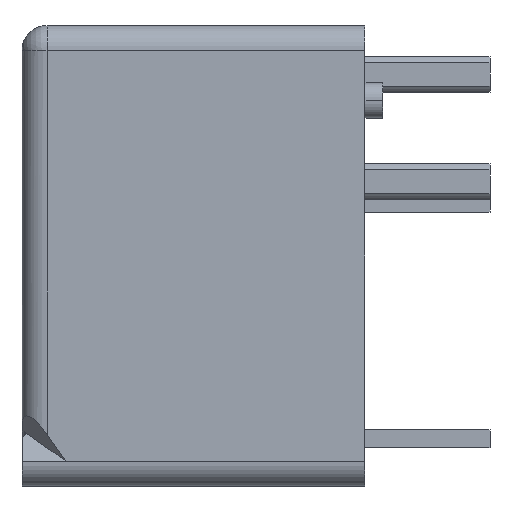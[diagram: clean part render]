
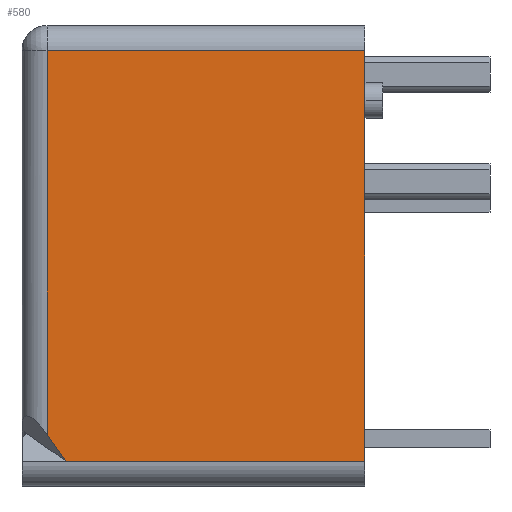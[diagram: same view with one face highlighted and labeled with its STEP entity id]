
A CAD part, left-side view. The second image highlights one B-rep face of the part: STEP entity #580.
In plain terms, the highlighted planar face has unit normal (-1, 0, 0).
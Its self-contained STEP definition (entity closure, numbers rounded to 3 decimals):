
#77 = LINE ( 'NONE', #4397, #848 ) ;
#318 = DIRECTION ( 'NONE',  ( 0., -0.577, -0.816 ) ) ;
#378 = FACE_OUTER_BOUND ( 'NONE', #2898, .T. ) ;
#497 = ORIENTED_EDGE ( 'NONE', *, *, #5791, .T. ) ;
#580 = ADVANCED_FACE ( 'NONE', ( #378 ), #6092, .T. ) ;
#751 = VERTEX_POINT ( 'NONE', #2991 ) ;
#848 = VECTOR ( 'NONE', #4325, 1000. ) ;
#877 = DIRECTION ( 'NONE',  ( 0., 1., 0. ) ) ;
#903 = LINE ( 'NONE', #1979, #2652 ) ;
#914 = CARTESIAN_POINT ( 'NONE',  ( -6., 8.762, -5.75 ) ) ;
#1168 = VECTOR ( 'NONE', #1615, 1000. ) ;
#1263 = CARTESIAN_POINT ( 'NONE',  ( -6., 9.144, -5.351 ) ) ;
#1360 = CARTESIAN_POINT ( 'NONE',  ( -6., 9.4, -4.989 ) ) ;
#1392 = VERTEX_POINT ( 'NONE', #2819 ) ;
#1393 = EDGE_CURVE ( 'NONE', #4008, #3300, #6141, .T. ) ;
#1615 = DIRECTION ( 'NONE',  ( 0., -1., 0. ) ) ;
#1674 = LINE ( 'NONE', #1263, #2439 ) ;
#1904 = ORIENTED_EDGE ( 'NONE', *, *, #5004, .F. ) ;
#1979 = CARTESIAN_POINT ( 'NONE',  ( -6., 9.4, -4.989 ) ) ;
#2439 = VECTOR ( 'NONE', #318, 1000. ) ;
#2499 = ORIENTED_EDGE ( 'NONE', *, *, #5491, .F. ) ;
#2652 = VECTOR ( 'NONE', #5598, 1000. ) ;
#2819 = CARTESIAN_POINT ( 'NONE',  ( -6., 0.5, 5.75 ) ) ;
#2843 = CARTESIAN_POINT ( 'NONE',  ( -6., 8.862, -5.75 ) ) ;
#2898 = EDGE_LOOP ( 'NONE', ( #2499, #1904, #5669, #3191, #497 ) ) ;
#2991 = CARTESIAN_POINT ( 'NONE',  ( -6., 9.4, 5.75 ) ) ;
#3191 = ORIENTED_EDGE ( 'NONE', *, *, #1393, .T. ) ;
#3300 = VERTEX_POINT ( 'NONE', #6112 ) ;
#3313 = DIRECTION ( 'NONE',  ( -1., 0., 0. ) ) ;
#3910 = EDGE_CURVE ( 'NONE', #6148, #4008, #1674, .T. ) ;
#4008 = VERTEX_POINT ( 'NONE', #2843 ) ;
#4255 = CARTESIAN_POINT ( 'NONE',  ( -6., 10., -5.75 ) ) ;
#4325 = DIRECTION ( 'NONE',  ( 0., 0., 1. ) ) ;
#4397 = CARTESIAN_POINT ( 'NONE',  ( -6., 0.5, -5.75 ) ) ;
#4554 = LINE ( 'NONE', #5368, #1168 ) ;
#4623 = AXIS2_PLACEMENT_3D ( 'NONE', #4255, #3313, #877 ) ;
#5004 = EDGE_CURVE ( 'NONE', #6148, #751, #903, .T. ) ;
#5156 = DIRECTION ( 'NONE',  ( 0., -1., 0. ) ) ;
#5368 = CARTESIAN_POINT ( 'NONE',  ( -6., 10., 5.75 ) ) ;
#5491 = EDGE_CURVE ( 'NONE', #751, #1392, #4554, .T. ) ;
#5598 = DIRECTION ( 'NONE',  ( 0., 0., 1. ) ) ;
#5669 = ORIENTED_EDGE ( 'NONE', *, *, #3910, .T. ) ;
#5791 = EDGE_CURVE ( 'NONE', #3300, #1392, #77, .T. ) ;
#6092 = PLANE ( 'NONE',  #4623 ) ;
#6095 = VECTOR ( 'NONE', #5156, 1000. ) ;
#6112 = CARTESIAN_POINT ( 'NONE',  ( -6., 0.5, -5.75 ) ) ;
#6141 = LINE ( 'NONE', #914, #6095 ) ;
#6148 = VERTEX_POINT ( 'NONE', #1360 ) ;
